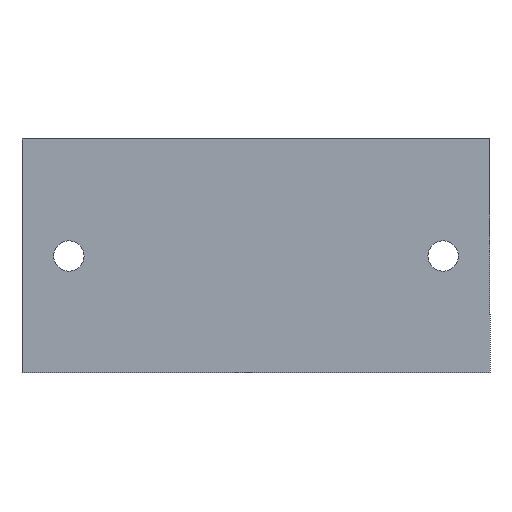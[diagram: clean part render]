
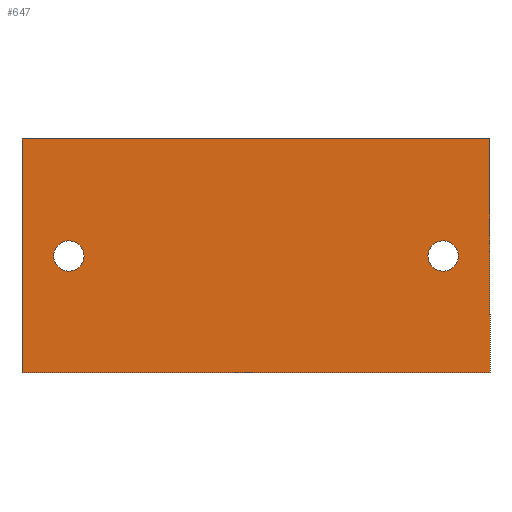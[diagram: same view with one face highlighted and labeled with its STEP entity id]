
A CAD part, front view. The second image highlights one B-rep face of the part: STEP entity #647.
In plain terms, the highlighted planar face has unit normal (0, -1, 0).
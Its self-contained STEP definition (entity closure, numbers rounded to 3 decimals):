
#1 = DIRECTION ( 'NONE',  ( 0., 0., 1. ) ) ;
#6 = CARTESIAN_POINT ( 'NONE',  ( -100., 0., 50. ) ) ;
#7 = DIRECTION ( 'NONE',  ( 1., 0., 0. ) ) ;
#116 = LINE ( 'NONE', #189, #117 ) ;
#117 = VECTOR ( 'NONE', #202, 1000. ) ;
#121 = LINE ( 'NONE', #196, #122 ) ;
#122 = VECTOR ( 'NONE', #206, 1000. ) ;
#125 = LINE ( 'NONE', #210, #128 ) ;
#128 = VECTOR ( 'NONE', #1, 1000. ) ;
#131 = LINE ( 'NONE', #6, #134 ) ;
#134 = VECTOR ( 'NONE', #7, 1000. ) ;
#167 = EDGE_LOOP ( 'NONE', ( #574, #575, #576, #577 ) ) ;
#172 = EDGE_LOOP ( 'NONE', ( #572 ) ) ;
#177 = EDGE_LOOP ( 'NONE', ( #573 ) ) ;
#189 = CARTESIAN_POINT ( 'NONE',  ( 100., 0., 50. ) ) ;
#196 = CARTESIAN_POINT ( 'NONE',  ( 100., 0., -50. ) ) ;
#202 = DIRECTION ( 'NONE',  ( 0., 0., -1. ) ) ;
#206 = DIRECTION ( 'NONE',  ( -1., 0., 0. ) ) ;
#210 = CARTESIAN_POINT ( 'NONE',  ( -100., 0., -50. ) ) ;
#225 = CARTESIAN_POINT ( 'NONE',  ( -100., 0., 50. ) ) ;
#228 = CARTESIAN_POINT ( 'NONE',  ( 100., 0., 50. ) ) ;
#230 = CARTESIAN_POINT ( 'NONE',  ( 100., 0., -50. ) ) ;
#232 = CARTESIAN_POINT ( 'NONE',  ( -100., 0., -50. ) ) ;
#348 = VERTEX_POINT ( 'NONE', #225 ) ;
#351 = VERTEX_POINT ( 'NONE', #228 ) ;
#353 = VERTEX_POINT ( 'NONE', #230 ) ;
#355 = VERTEX_POINT ( 'NONE', #232 ) ;
#391 = DIRECTION ( 'NONE',  ( 0., 1., 0. ) ) ;
#392 = CARTESIAN_POINT ( 'NONE',  ( 0., 0., 0. ) ) ;
#394 = PLANE ( 'NONE',  #463 ) ;
#396 = DIRECTION ( 'NONE',  ( 0., 0., 1. ) ) ;
#420 = CARTESIAN_POINT ( 'NONE',  ( 80., 0., -6.5 ) ) ;
#421 = CARTESIAN_POINT ( 'NONE',  ( -80., 0., -6.5 ) ) ;
#463 = AXIS2_PLACEMENT_3D ( 'NONE', #392, #391, #396 ) ;
#477 = AXIS2_PLACEMENT_3D ( 'NONE', #761, #762, #763 ) ;
#478 = AXIS2_PLACEMENT_3D ( 'NONE', #758, #759, #760 ) ;
#518 = EDGE_CURVE ( 'NONE', #351, #353, #116, .T. ) ;
#520 = EDGE_CURVE ( 'NONE', #353, #355, #121, .T. ) ;
#523 = EDGE_CURVE ( 'NONE', #355, #348, #125, .T. ) ;
#526 = EDGE_CURVE ( 'NONE', #348, #351, #131, .T. ) ;
#548 = EDGE_CURVE ( 'NONE', #692, #692, #837, .T. ) ;
#549 = EDGE_CURVE ( 'NONE', #693, #693, #840, .T. ) ;
#572 = ORIENTED_EDGE ( 'NONE', *, *, #548, .F. ) ;
#573 = ORIENTED_EDGE ( 'NONE', *, *, #549, .F. ) ;
#574 = ORIENTED_EDGE ( 'NONE', *, *, #518, .F. ) ;
#575 = ORIENTED_EDGE ( 'NONE', *, *, #526, .F. ) ;
#576 = ORIENTED_EDGE ( 'NONE', *, *, #523, .F. ) ;
#577 = ORIENTED_EDGE ( 'NONE', *, *, #520, .F. ) ;
#647 = ADVANCED_FACE ( 'NONE', ( #666, #673, #661 ), #394, .F. ) ;
#661 = FACE_OUTER_BOUND ( 'NONE', #167, .T. ) ;
#666 = FACE_BOUND ( 'NONE', #172, .T. ) ;
#673 = FACE_BOUND ( 'NONE', #177, .T. ) ;
#692 = VERTEX_POINT ( 'NONE', #420 ) ;
#693 = VERTEX_POINT ( 'NONE', #421 ) ;
#758 = CARTESIAN_POINT ( 'NONE',  ( 80., 0., 0. ) ) ;
#759 = DIRECTION ( 'NONE',  ( 0., -1., 0. ) ) ;
#760 = DIRECTION ( 'NONE',  ( 0., 0., -1. ) ) ;
#761 = CARTESIAN_POINT ( 'NONE',  ( -80., 0., 0. ) ) ;
#762 = DIRECTION ( 'NONE',  ( 0., -1., 0. ) ) ;
#763 = DIRECTION ( 'NONE',  ( 0., 0., -1. ) ) ;
#837 = CIRCLE ( 'NONE', #478, 6.5 ) ;
#840 = CIRCLE ( 'NONE', #477, 6.5 ) ;
